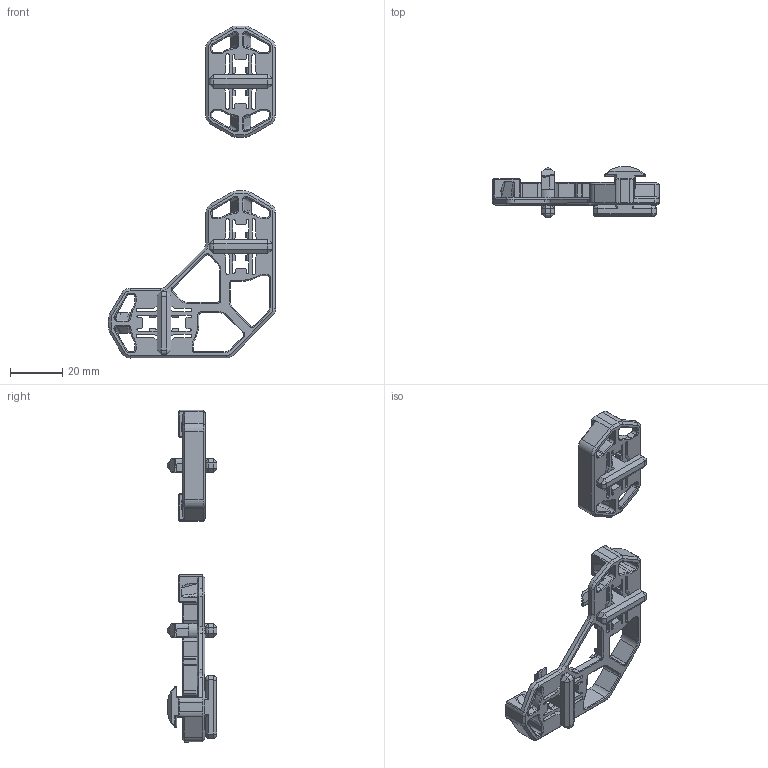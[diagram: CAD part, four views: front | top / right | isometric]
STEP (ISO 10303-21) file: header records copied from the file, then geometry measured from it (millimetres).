
FILE_DESCRIPTION(/* description */ (''),/* implementation_level */ '2;1');
FILE_NAME(/* name */ 'Annex Panel Clips for 3030 Extrusions v3.step',/* time_stamp */ '2024-09-07T13:05:37-04:00',/* author */ (''),/* organization */ (''),/* preprocessor_version */ 'ST-DEVELOPER v20',/* originating_system */ 'Autodesk Translation Framework v13.14.0.145',/* authorisation */ '');
FILE_SCHEMA (('AUTOMOTIVE_DESIGN { 1 0 10303 214 3 1 1 }'));
Length unit declared in the file: millimetre
Products named in the file (7): Annex Panel Clips for 3030 Extrusions; 3030; lock_body 5.5; key_asymmetric 5.5; corner_lock_body 5.5; key_asymmetric 5.5_1; key_asymmetric 5.5_2
Assembly tree (6 placements, depth 3):
  Annex Panel Clips for 3030 Extrusions
    3030
      lock_body 5.5
      key_asymmetric 5.5
      corner_lock_body 5.5
      key_asymmetric 5.5_1
      key_asymmetric 5.5_2
Bounding box: 63.84 x 19.05 x 126.82 mm (x, y, z)
Volume: 14924.2 mm3; surface area: 13921.2 mm2
Topology: 5 solids, 5 shells, 1158 faces, 2857 edges, 1708 vertices
Faces by surface type: plane 687, cone 225, cylinder 166, bspline 80
Full cylindrical faces by diameter (mm): 1.995 x6
Entity records: 35501 total; most frequent: CARTESIAN_POINT 8013, ORIENTED_EDGE 5714, DIRECTION 5663, EDGE_CURVE 2857, LINE 2027, VECTOR 2027, AXIS2_PLACEMENT_3D 1818, VERTEX_POINT 1708
